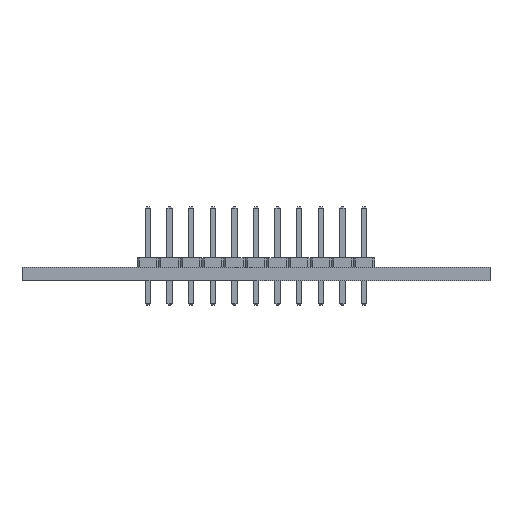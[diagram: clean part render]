
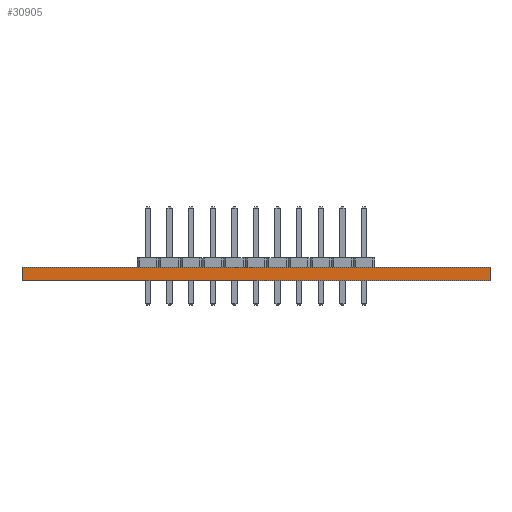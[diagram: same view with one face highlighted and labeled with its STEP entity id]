
A CAD part, front view. The second image highlights one B-rep face of the part: STEP entity #30905.
In plain terms, the highlighted planar face has unit normal (0, -1, 0).
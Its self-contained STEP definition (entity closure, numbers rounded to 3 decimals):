
#30905 = ADVANCED_FACE('',(#30906),#30940,.T.);
#30906 = FACE_BOUND('',#30907,.T.);
#30907 = EDGE_LOOP('',(#30908,#30918,#30926,#30934));
#30908 = ORIENTED_EDGE('',*,*,#30909,.T.);
#30909 = EDGE_CURVE('',#30910,#30912,#30914,.T.);
#30910 = VERTEX_POINT('',#30911);
#30911 = CARTESIAN_POINT('',(55.,-0.,0.));
#30912 = VERTEX_POINT('',#30913);
#30913 = CARTESIAN_POINT('',(55.,0.,1.6));
#30914 = LINE('',#30915,#30916);
#30915 = CARTESIAN_POINT('',(55.,-0.,0.));
#30916 = VECTOR('',#30917,1.);
#30917 = DIRECTION('',(0.,0.,1.));
#30918 = ORIENTED_EDGE('',*,*,#30919,.T.);
#30919 = EDGE_CURVE('',#30912,#30920,#30922,.T.);
#30920 = VERTEX_POINT('',#30921);
#30921 = CARTESIAN_POINT('',(0.,0.,1.6));
#30922 = LINE('',#30923,#30924);
#30923 = CARTESIAN_POINT('',(55.,0.,1.6));
#30924 = VECTOR('',#30925,1.);
#30925 = DIRECTION('',(-1.,0.,0.));
#30926 = ORIENTED_EDGE('',*,*,#30927,.F.);
#30927 = EDGE_CURVE('',#30928,#30920,#30930,.T.);
#30928 = VERTEX_POINT('',#30929);
#30929 = CARTESIAN_POINT('',(0.,-0.,0.));
#30930 = LINE('',#30931,#30932);
#30931 = CARTESIAN_POINT('',(0.,-0.,0.));
#30932 = VECTOR('',#30933,1.);
#30933 = DIRECTION('',(0.,0.,1.));
#30934 = ORIENTED_EDGE('',*,*,#30935,.F.);
#30935 = EDGE_CURVE('',#30910,#30928,#30936,.T.);
#30936 = LINE('',#30937,#30938);
#30937 = CARTESIAN_POINT('',(55.,-0.,0.));
#30938 = VECTOR('',#30939,1.);
#30939 = DIRECTION('',(-1.,0.,0.));
#30940 = PLANE('',#30941);
#30941 = AXIS2_PLACEMENT_3D('',#30942,#30943,#30944);
#30942 = CARTESIAN_POINT('',(55.,0.,0.));
#30943 = DIRECTION('',(0.,-1.,0.));
#30944 = DIRECTION('',(-1.,0.,0.));
